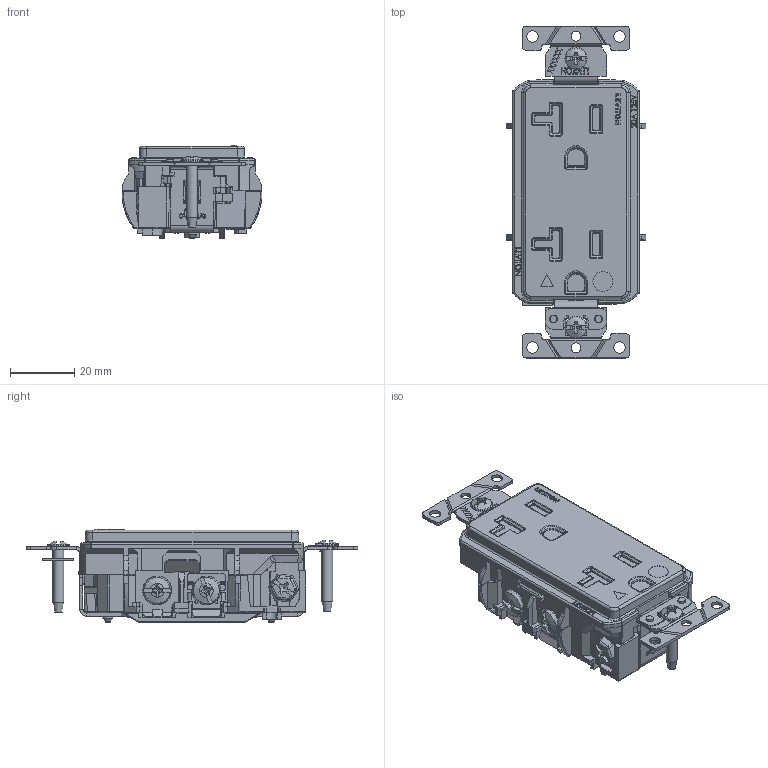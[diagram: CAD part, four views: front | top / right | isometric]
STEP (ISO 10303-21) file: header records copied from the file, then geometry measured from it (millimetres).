
FILE_DESCRIPTION (( 'STEP AP214' ), '1' );
FILE_NAME ('CATSTD-D8300-IGX-M01.STEP', '2020-10-27T15:45:40', ( '' ), ( '' ), 'SwSTEP 2.0', 'SolidWorks 2020', '' );
FILE_SCHEMA (( 'AUTOMOTIVE_DESIGN' ));
Length unit declared in the file: inch
Products named in the file (1): CATSTD-D8300-IGX-M01
Bounding box: 43.43 x 103.17 x 28.96 mm (x, y, z)
Volume: 57640.2 mm3; surface area: 25661 mm2
Topology: 5 solids, 34 shells, 5117 faces, 13703 edges, 8880 vertices
Faces by surface type: plane 3475, bspline 866, cylinder 604, cone 80, torus 57, sphere 35
Full cylindrical faces by diameter (mm): 1.016 x12, 1.397 x4, 2.184 x2, 2.286 x1, 2.413 x2, 2.858 x1, 3.048 x2, 3.175 x1, 3.302 x1, 3.378 x1, 3.404 x2, 3.505 x2, 3.556 x5, 3.734 x1, 3.783 x1, 3.988 x2, 4.166 x5, 4.699 x1, 4.953 x3, 6.146 x1, 6.858 x2
Entity records: 281079 total; most frequent: CARTESIAN_POINT 97087, ORIENTED_EDGE 27068, DIRECTION 20904, EDGE_CURVE 13534, LINE 9922, VECTOR 9922, VERTEX_POINT 8814, EDGE_LOOP 5554
